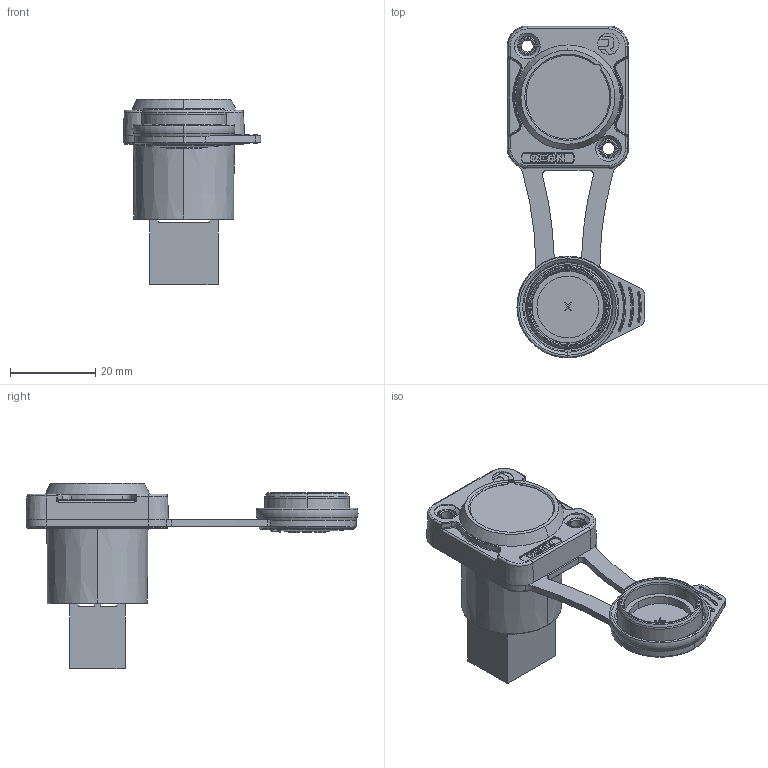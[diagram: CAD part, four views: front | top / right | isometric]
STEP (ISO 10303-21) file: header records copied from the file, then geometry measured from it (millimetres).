
FILE_DESCRIPTION((''),'2;1');
FILE_NAME('30011469','2024-07-30T15:01:07',('summer.xia'),(''),'CREO PARAMETRIC BY PTC INC, 2023424','CREO PARAMETRIC BY PTC INC, 2023424','');
FILE_SCHEMA(('CONFIG_CONTROL_DESIGN'));
Length unit declared in the file: millimetre
Products named in the file (1): 30011469
Bounding box: 32.2 x 77.74 x 43.35 mm (x, y, z)
Volume: 19890.6 mm3; surface area: 9052.5 mm2
Topology: 1 solids, 1 shells, 746 faces, 2063 edges, 1360 vertices
Faces by surface type: plane 387, cylinder 166, torus 88, cone 52, bspline 32, sphere 19, extrusion 2
Entity records: 25790 total; most frequent: CARTESIAN_POINT 5971, DIRECTION 4498, ORIENTED_EDGE 4090, EDGE_CURVE 2045, AXIS2_PLACEMENT_3D 1836, VERTEX_POINT 1338, CIRCLE 1120, VECTOR 826
